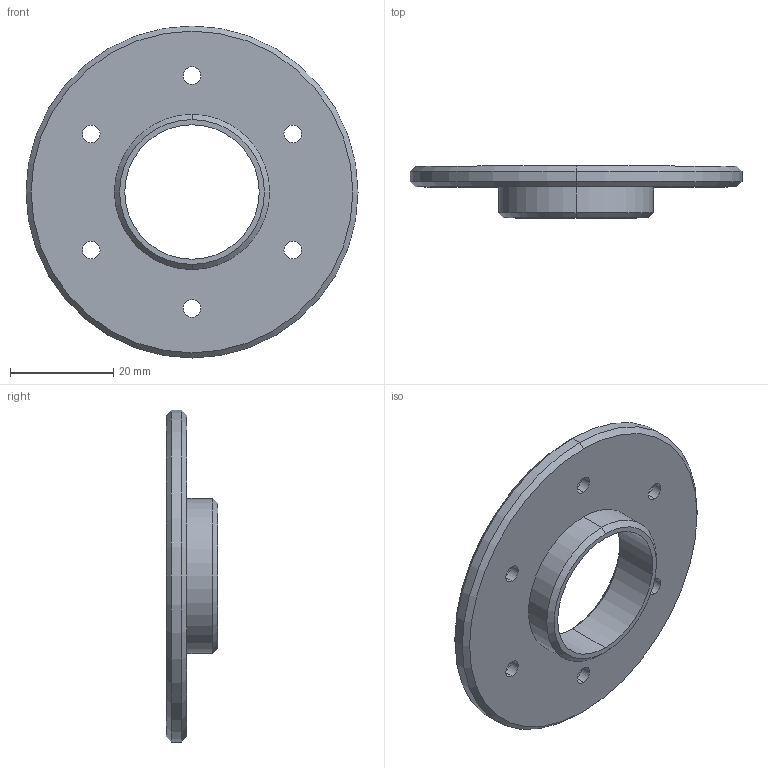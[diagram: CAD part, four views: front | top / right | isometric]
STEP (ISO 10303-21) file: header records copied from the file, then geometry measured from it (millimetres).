
FILE_DESCRIPTION (( 'STEP AP203' ), '1' );
FILE_NAME ('frontfeetsupport2.STEP', '2024-10-14T02:46:59', ( 'lance' ), ( '' ), 'SwSTEP 2.0', 'SolidWorks 2021', '' );
FILE_SCHEMA (( 'CONFIG_CONTROL_DESIGN' ));
Length unit declared in the file: millimetre
Products named in the file (1): frontfeetsupport2
Bounding box: 64.2 x 10 x 64.2 mm (x, y, z)
Volume: 11144.6 mm3; surface area: 7504.9 mm2
Topology: 1 solids, 1 shells, 47 faces, 106 edges, 68 vertices
Faces by surface type: cylinder 30, plane 9, cone 8
Entity records: 1449 total; most frequent: DIRECTION 270, CARTESIAN_POINT 222, ORIENTED_EDGE 212, AXIS2_PLACEMENT_3D 116, EDGE_CURVE 106, VERTEX_POINT 68, CIRCLE 68, EDGE_LOOP 68
